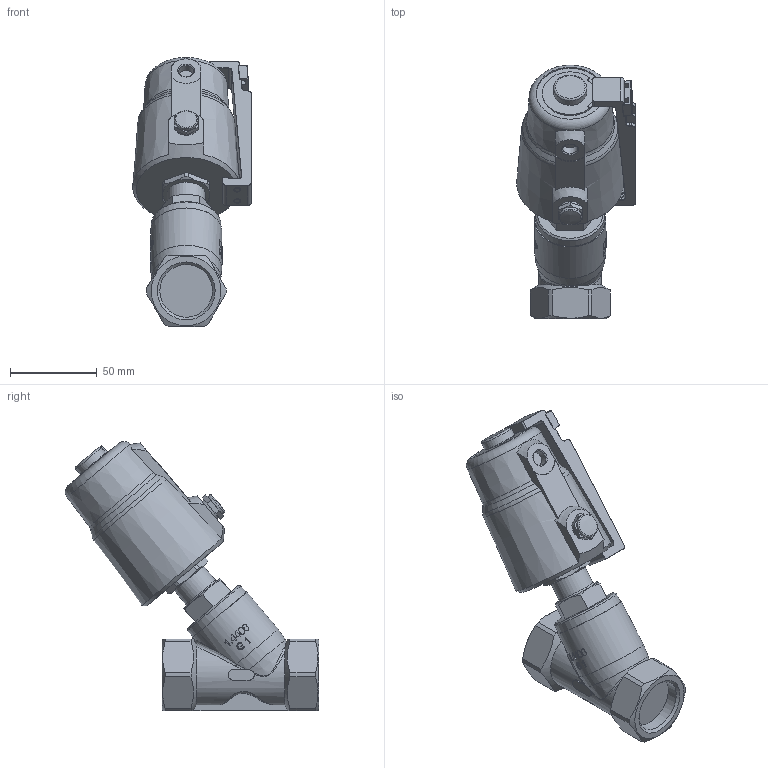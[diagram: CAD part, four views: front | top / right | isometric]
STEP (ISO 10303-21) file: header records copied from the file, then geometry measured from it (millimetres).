
FILE_DESCRIPTION(/* description */ ('3D-Modell'),/* implementation_level */ '2;1');
FILE_NAME(/* name */ '063.007480_2-977-25-0804-8505-ZE.stp',/* time_stamp */ '2024-01-26T10:58:39+01:00',/* author */ ('LBirkmann'),/* organization */ (''),/* preprocessor_version */ 'ST-DEVELOPER v16.1',/* originating_system */ 'Autodesk Inventor 2016',/* authorisation */ '');
FILE_SCHEMA (('AUTOMOTIVE_DESIGN { 1 0 10303 214 3 1 1 }'));
Length unit declared in the file: millimetre
Products named in the file (1): 88-006217
Bounding box: 68.11 x 145.65 x 154.68 mm (x, y, z)
Volume: 364089.6 mm3; surface area: 48804.9 mm2
Topology: 1 solids, 1 shells, 487 faces, 1261 edges, 797 vertices
Faces by surface type: plane 259, bspline 88, cylinder 71, cone 62, torus 6, sphere 1
Full cylindrical faces by diameter (mm): 3.242 x1, 8.566 x1, 13.5 x2, 18.05 x1, 19 x1, 22 x1, 30.291 x2, 32 x1, 39 x1, 40 x1, 41 x1
Entity records: 37711 total; most frequent: CARTESIAN_POINT 27050, ORIENTED_EDGE 2400, DIRECTION 1847, EDGE_CURVE 1200, VERTEX_POINT 776, AXIS2_PLACEMENT_3D 635, LINE 577, VECTOR 577
